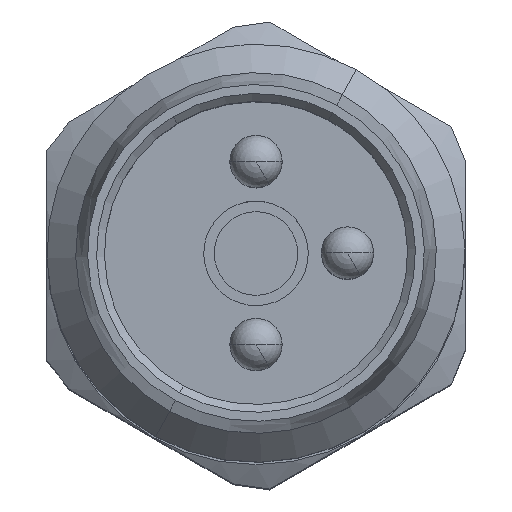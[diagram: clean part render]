
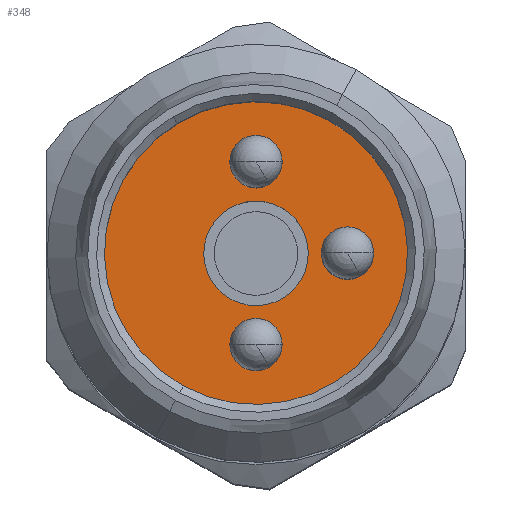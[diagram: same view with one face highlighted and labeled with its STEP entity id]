
A CAD part, top view. The second image highlights one B-rep face of the part: STEP entity #348.
In plain terms, the highlighted planar face has unit normal (0, 0, 1).
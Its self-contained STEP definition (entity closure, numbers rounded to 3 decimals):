
#348=ADVANCED_FACE('Body.4',(#768,#769,#770,#771,#772),#773,.F.);
#768=FACE_OUTER_BOUND('',#1264,.T.);
#769=FACE_BOUND('',#1265,.T.);
#770=FACE_BOUND('',#1266,.T.);
#771=FACE_BOUND('',#1267,.T.);
#772=FACE_BOUND('',#1268,.T.);
#773=PLANE('',#1269);
#1264=EDGE_LOOP('',(#2113,#2114));
#1265=EDGE_LOOP('',(#2115,#2116));
#1266=EDGE_LOOP('',(#2117,#2118));
#1267=EDGE_LOOP('',(#2119,#2120));
#1268=EDGE_LOOP('',(#2121,#2122));
#1269=AXIS2_PLACEMENT_3D('',#2123,#2124,#2125);
#2113=ORIENTED_EDGE('',*,*,#2965,.F.);
#2114=ORIENTED_EDGE('',*,*,#2968,.F.);
#2115=ORIENTED_EDGE('',*,*,#2970,.T.);
#2116=ORIENTED_EDGE('',*,*,#2971,.T.);
#2117=ORIENTED_EDGE('',*,*,#2972,.T.);
#2118=ORIENTED_EDGE('',*,*,#2973,.T.);
#2119=ORIENTED_EDGE('',*,*,#2974,.T.);
#2120=ORIENTED_EDGE('',*,*,#2975,.T.);
#2121=ORIENTED_EDGE('',*,*,#2976,.T.);
#2122=ORIENTED_EDGE('',*,*,#2977,.T.);
#2123=CARTESIAN_POINT('',(0.0,0.0,37.1));
#2124=DIRECTION('',(0.0,0.0,-1.0));
#2125=DIRECTION('',(0.0,-1.0,0.0));
#2965=EDGE_CURVE('',#3541,#3543,#3544,.T.);
#2968=EDGE_CURVE('',#3543,#3541,#3547,.T.);
#2970=EDGE_CURVE('',#3549,#3550,#3551,.T.);
#2971=EDGE_CURVE('',#3550,#3549,#3552,.T.);
#2972=EDGE_CURVE('',#3553,#3554,#3555,.T.);
#2973=EDGE_CURVE('',#3554,#3553,#3556,.T.);
#2974=EDGE_CURVE('',#3557,#3558,#3559,.T.);
#2975=EDGE_CURVE('',#3558,#3557,#3560,.T.);
#2976=EDGE_CURVE('',#3561,#3562,#3563,.T.);
#2977=EDGE_CURVE('',#3562,#3561,#3564,.T.);
#3541=VERTEX_POINT('',#4397);
#3543=VERTEX_POINT('',#4400);
#3544=CIRCLE('',#4401,2.9);
#3547=CIRCLE('',#4405,2.9);
#3549=VERTEX_POINT('',#4407);
#3550=VERTEX_POINT('',#4408);
#3551=CIRCLE('',#4409,1.0);
#3552=CIRCLE('',#4410,1.0);
#3553=VERTEX_POINT('',#4411);
#3554=VERTEX_POINT('',#4412);
#3555=CIRCLE('',#4413,0.5);
#3556=CIRCLE('',#4414,0.5);
#3557=VERTEX_POINT('',#4415);
#3558=VERTEX_POINT('',#4416);
#3559=CIRCLE('',#4417,0.5);
#3560=CIRCLE('',#4418,0.5);
#3561=VERTEX_POINT('',#4419);
#3562=VERTEX_POINT('',#4420);
#3563=CIRCLE('',#4421,0.5);
#3564=CIRCLE('',#4422,0.5);
#4397=CARTESIAN_POINT('',(1.39,2.545,37.1));
#4400=CARTESIAN_POINT('',(-1.39,-2.545,37.1));
#4401=AXIS2_PLACEMENT_3D('',#5356,#5357,#5358);
#4405=AXIS2_PLACEMENT_3D('',#5360,#5361,#5362);
#4407=CARTESIAN_POINT('',(-0.878,0.479,37.1));
#4408=CARTESIAN_POINT('',(0.878,-0.479,37.1));
#4409=AXIS2_PLACEMENT_3D('',#5363,#5364,#5365);
#4410=AXIS2_PLACEMENT_3D('',#5366,#5367,#5368);
#4411=CARTESIAN_POINT('',(-0.5,-1.75,37.1));
#4412=CARTESIAN_POINT('',(0.5,-1.75,37.1));
#4413=AXIS2_PLACEMENT_3D('',#5369,#5370,#5371);
#4414=AXIS2_PLACEMENT_3D('',#5372,#5373,#5374);
#4415=CARTESIAN_POINT('',(1.25,0.,37.1));
#4416=CARTESIAN_POINT('',(2.25,0.0,37.1));
#4417=AXIS2_PLACEMENT_3D('',#5375,#5376,#5377);
#4418=AXIS2_PLACEMENT_3D('',#5378,#5379,#5380);
#4419=CARTESIAN_POINT('',(-0.5,1.75,37.1));
#4420=CARTESIAN_POINT('',(0.5,1.75,37.1));
#4421=AXIS2_PLACEMENT_3D('',#5381,#5382,#5383);
#4422=AXIS2_PLACEMENT_3D('',#5384,#5385,#5386);
#5356=CARTESIAN_POINT('',(0.0,0.0,37.1));
#5357=DIRECTION('',(0.0,0.0,-1.0));
#5358=DIRECTION('',(1.0,0.0,0.0));
#5360=CARTESIAN_POINT('',(0.0,0.0,37.1));
#5361=DIRECTION('',(0.0,0.0,-1.0));
#5362=DIRECTION('',(1.0,0.0,0.0));
#5363=CARTESIAN_POINT('',(0.0,0.0,37.1));
#5364=DIRECTION('',(0.0,0.0,-1.0));
#5365=DIRECTION('',(1.0,0.0,0.0));
#5366=CARTESIAN_POINT('',(0.0,0.0,37.1));
#5367=DIRECTION('',(0.0,0.0,-1.0));
#5368=DIRECTION('',(1.0,0.0,0.0));
#5369=CARTESIAN_POINT('',(0.0,-1.75,37.1));
#5370=DIRECTION('',(0.0,0.0,-1.0));
#5371=DIRECTION('',(1.0,0.0,0.0));
#5372=CARTESIAN_POINT('',(0.0,-1.75,37.1));
#5373=DIRECTION('',(0.0,0.0,-1.0));
#5374=DIRECTION('',(1.0,0.0,0.0));
#5375=CARTESIAN_POINT('',(1.75,0.0,37.1));
#5376=DIRECTION('',(0.0,0.0,-1.0));
#5377=DIRECTION('',(1.0,0.0,0.0));
#5378=CARTESIAN_POINT('',(1.75,0.0,37.1));
#5379=DIRECTION('',(0.0,0.0,-1.0));
#5380=DIRECTION('',(1.0,0.0,0.0));
#5381=CARTESIAN_POINT('',(0.0,1.75,37.1));
#5382=DIRECTION('',(0.0,0.0,-1.0));
#5383=DIRECTION('',(1.0,0.0,0.0));
#5384=CARTESIAN_POINT('',(0.0,1.75,37.1));
#5385=DIRECTION('',(0.0,0.0,-1.0));
#5386=DIRECTION('',(1.0,0.0,0.0));
